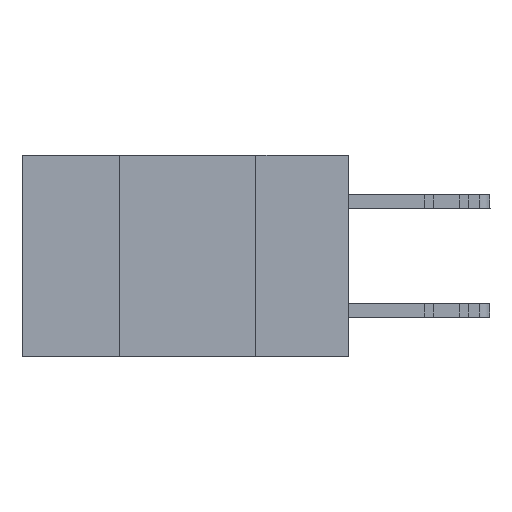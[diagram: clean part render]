
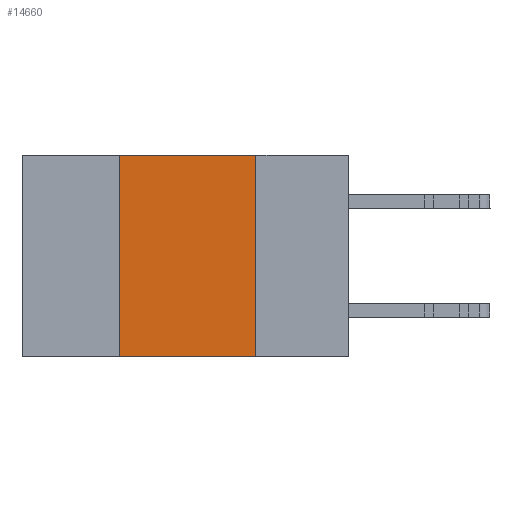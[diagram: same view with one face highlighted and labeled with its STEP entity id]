
A CAD part, left-side view. The second image highlights one B-rep face of the part: STEP entity #14660.
In plain terms, the highlighted planar face has unit normal (-1, 0, 0).
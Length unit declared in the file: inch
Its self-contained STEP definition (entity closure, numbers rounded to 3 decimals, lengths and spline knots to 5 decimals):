
#1609 = CARTESIAN_POINT ( 'NONE',  ( 0., 0.42, 0. ) ) ;
#3864 = CARTESIAN_POINT ( 'NONE',  ( 0., 0.17, -0.37 ) ) ;
#4701 = EDGE_CURVE ( 'NONE', #11228, #6976, #24961, .T. ) ;
#4791 = ORIENTED_EDGE ( 'NONE', *, *, #16843, .F. ) ;
#5362 = EDGE_LOOP ( 'NONE', ( #29241, #9625, #4791, #26144 ) ) ;
#6976 = VERTEX_POINT ( 'NONE', #3864 ) ;
#7062 = CARTESIAN_POINT ( 'NONE',  ( 0., 0.6, 0. ) ) ;
#7086 = DIRECTION ( 'NONE',  ( 0., -1., 0. ) ) ;
#7461 = LINE ( 'NONE', #28015, #28927 ) ;
#7470 = VECTOR ( 'NONE', #8139, 39.37008 ) ;
#8139 = DIRECTION ( 'NONE',  ( 0., -1., 0. ) ) ;
#8743 = VECTOR ( 'NONE', #23923, 39.37008 ) ;
#9625 = ORIENTED_EDGE ( 'NONE', *, *, #11067, .F. ) ;
#11067 = EDGE_CURVE ( 'NONE', #24525, #11228, #19773, .T. ) ;
#11083 = CARTESIAN_POINT ( 'NONE',  ( 0., 0.17, 0. ) ) ;
#11228 = VERTEX_POINT ( 'NONE', #11083 ) ;
#14055 = VERTEX_POINT ( 'NONE', #27207 ) ;
#14660 = ADVANCED_FACE ( 'NONE', ( #24533 ), #29039, .F. ) ;
#15594 = AXIS2_PLACEMENT_3D ( 'NONE', #7062, #23218, #16391 ) ;
#16391 = DIRECTION ( 'NONE',  ( 0., 0., -1. ) ) ;
#16409 = CARTESIAN_POINT ( 'NONE',  ( 0., 0.6, -0.37 ) ) ;
#16681 = DIRECTION ( 'NONE',  ( 0., 0., 1. ) ) ;
#16843 = EDGE_CURVE ( 'NONE', #14055, #24525, #7461, .T. ) ;
#17237 = VECTOR ( 'NONE', #7086, 39.37008 ) ;
#19773 = LINE ( 'NONE', #26510, #7470 ) ;
#21635 = CARTESIAN_POINT ( 'NONE',  ( 0., 0.17, 0. ) ) ;
#23218 = DIRECTION ( 'NONE',  ( 1., 0., 0. ) ) ;
#23923 = DIRECTION ( 'NONE',  ( 0., 0., -1. ) ) ;
#24525 = VERTEX_POINT ( 'NONE', #1609 ) ;
#24533 = FACE_OUTER_BOUND ( 'NONE', #5362, .T. ) ;
#24961 = LINE ( 'NONE', #21635, #8743 ) ;
#26144 = ORIENTED_EDGE ( 'NONE', *, *, #26563, .T. ) ;
#26510 = CARTESIAN_POINT ( 'NONE',  ( 0., 0.6, 0. ) ) ;
#26563 = EDGE_CURVE ( 'NONE', #14055, #6976, #28585, .T. ) ;
#27207 = CARTESIAN_POINT ( 'NONE',  ( 0., 0.42, -0.37 ) ) ;
#28015 = CARTESIAN_POINT ( 'NONE',  ( 0., 0.42, 0. ) ) ;
#28585 = LINE ( 'NONE', #16409, #17237 ) ;
#28927 = VECTOR ( 'NONE', #16681, 39.37008 ) ;
#29039 = PLANE ( 'NONE',  #15594 ) ;
#29241 = ORIENTED_EDGE ( 'NONE', *, *, #4701, .F. ) ;
